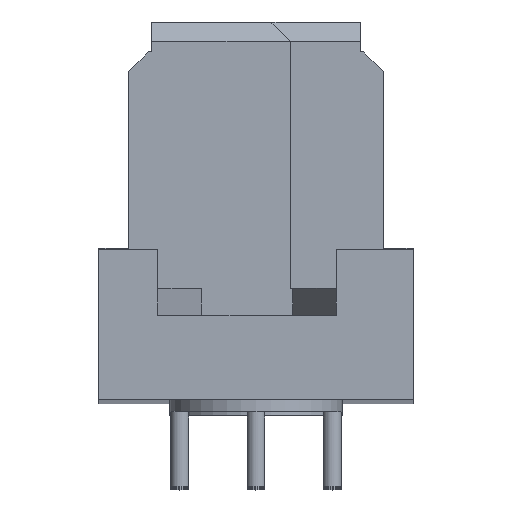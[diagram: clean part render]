
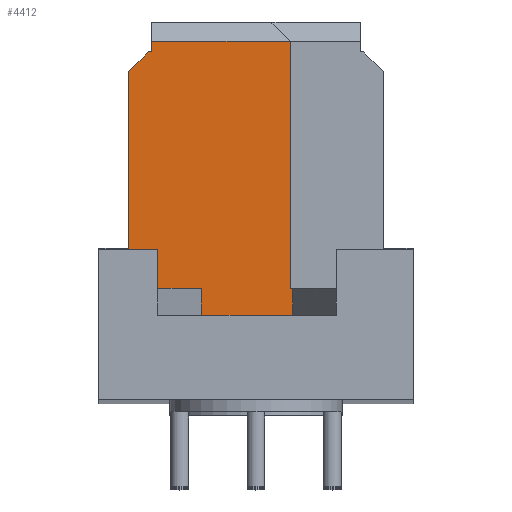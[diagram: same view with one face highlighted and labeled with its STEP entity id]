
A CAD part, top view. The second image highlights one B-rep face of the part: STEP entity #4412.
In plain terms, the highlighted planar face has unit normal (0, 0, 1).
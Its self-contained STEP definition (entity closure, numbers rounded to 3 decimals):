
#4412=ADVANCED_FACE('',(#5466),#4941,.F.);
#4941=PLANE('',#13981);
#5466=FACE_OUTER_BOUND('',#6158,.T.);
#6158=EDGE_LOOP('',(#8310,#8311,#8312,#8313,#8314,#8315,#8316,#8317,#8318,
#8319,#8320));
#8310=ORIENTED_EDGE('',*,*,#10980,.F.);
#8311=ORIENTED_EDGE('',*,*,#10982,.F.);
#8312=ORIENTED_EDGE('',*,*,#10983,.F.);
#8313=ORIENTED_EDGE('',*,*,#10984,.F.);
#8314=ORIENTED_EDGE('',*,*,#10900,.F.);
#8315=ORIENTED_EDGE('',*,*,#10898,.F.);
#8316=ORIENTED_EDGE('',*,*,#10985,.F.);
#8317=ORIENTED_EDGE('',*,*,#10986,.F.);
#8318=ORIENTED_EDGE('',*,*,#10987,.F.);
#8319=ORIENTED_EDGE('',*,*,#10965,.T.);
#8320=ORIENTED_EDGE('',*,*,#10981,.F.);
#9685=VERTEX_POINT('',#19156);
#9686=VERTEX_POINT('',#19158);
#9687=VERTEX_POINT('',#19162);
#9737=VERTEX_POINT('',#19296);
#9738=VERTEX_POINT('',#19297);
#9744=VERTEX_POINT('',#19321);
#9745=VERTEX_POINT('',#19323);
#9746=VERTEX_POINT('',#19329);
#9747=VERTEX_POINT('',#19331);
#9748=VERTEX_POINT('',#19334);
#9749=VERTEX_POINT('',#19336);
#10898=EDGE_CURVE('',#9685,#9686,#12000,.T.);
#10900=EDGE_CURVE('',#9686,#9687,#12002,.T.);
#10965=EDGE_CURVE('',#9737,#9738,#12063,.T.);
#10980=EDGE_CURVE('',#9745,#9744,#12078,.T.);
#10981=EDGE_CURVE('',#9744,#9738,#12079,.T.);
#10982=EDGE_CURVE('',#9746,#9745,#12080,.T.);
#10983=EDGE_CURVE('',#9747,#9746,#12081,.T.);
#10984=EDGE_CURVE('',#9687,#9747,#12082,.T.);
#10985=EDGE_CURVE('',#9748,#9685,#12083,.T.);
#10986=EDGE_CURVE('',#9749,#9748,#12084,.T.);
#10987=EDGE_CURVE('',#9737,#9749,#12085,.T.);
#12000=LINE('',#19157,#13096);
#12002=LINE('',#19161,#13098);
#12063=LINE('',#19295,#13159);
#12078=LINE('',#19324,#13174);
#12079=LINE('',#19326,#13175);
#12080=LINE('',#19328,#13176);
#12081=LINE('',#19330,#13177);
#12082=LINE('',#19332,#13178);
#12083=LINE('',#19333,#13179);
#12084=LINE('',#19335,#13180);
#12085=LINE('',#19337,#13181);
#13096=VECTOR('',#16411,1.);
#13098=VECTOR('',#16415,1.);
#13159=VECTOR('',#16522,1.);
#13174=VECTOR('',#16547,1.);
#13175=VECTOR('',#16550,1.);
#13176=VECTOR('',#16553,1.);
#13177=VECTOR('',#16554,1.);
#13178=VECTOR('',#16555,1.);
#13179=VECTOR('',#16556,1.);
#13180=VECTOR('',#16557,1.);
#13181=VECTOR('',#16558,1.);
#13981=AXIS2_PLACEMENT_3D('',#19338,#16559,#16560);
#16411=DIRECTION('',(0.,1.,0.));
#16415=DIRECTION('',(-1.,0.,0.));
#16522=DIRECTION('',(0.,1.,0.));
#16547=DIRECTION('',(0.,1.,0.));
#16550=DIRECTION('',(1.,0.,0.));
#16553=DIRECTION('',(1.,0.,0.));
#16554=DIRECTION('',(0.707,0.707,0.));
#16555=DIRECTION('',(0.,1.,0.));
#16556=DIRECTION('',(-1.,0.,0.));
#16557=DIRECTION('',(0.,-1.,0.));
#16558=DIRECTION('',(1.,0.,0.));
#16559=DIRECTION('',(0.,0.,-1.));
#16560=DIRECTION('',(-1.,0.,0.));
#19156=CARTESIAN_POINT('',(3.418,2.8,89.95));
#19157=CARTESIAN_POINT('',(3.418,2.8,89.95));
#19158=CARTESIAN_POINT('',(3.418,3.7,89.95));
#19161=CARTESIAN_POINT('',(3.418,3.7,89.95));
#19162=CARTESIAN_POINT('',(1.,3.7,89.95));
#19295=CARTESIAN_POINT('',(6.4,3.7,89.95));
#19296=CARTESIAN_POINT('',(6.4,3.7,89.95));
#19297=CARTESIAN_POINT('',(6.4,11.95,89.95));
#19321=CARTESIAN_POINT('',(1.76,11.95,89.95));
#19323=CARTESIAN_POINT('',(1.76,11.6,89.95));
#19324=CARTESIAN_POINT('',(1.76,11.6,89.95));
#19326=CARTESIAN_POINT('',(1.76,11.95,89.95));
#19328=CARTESIAN_POINT('',(1.65,11.6,89.95));
#19329=CARTESIAN_POINT('',(1.65,11.6,89.95));
#19330=CARTESIAN_POINT('',(1.,10.95,89.95));
#19331=CARTESIAN_POINT('',(1.,10.95,89.95));
#19332=CARTESIAN_POINT('',(1.,3.7,89.95));
#19333=CARTESIAN_POINT('',(6.482,2.8,89.95));
#19334=CARTESIAN_POINT('',(6.482,2.8,89.95));
#19335=CARTESIAN_POINT('',(6.482,3.7,89.95));
#19336=CARTESIAN_POINT('',(6.482,3.7,89.95));
#19337=CARTESIAN_POINT('',(6.4,3.7,89.95));
#19338=CARTESIAN_POINT('',(6.682,2.51,89.95));
